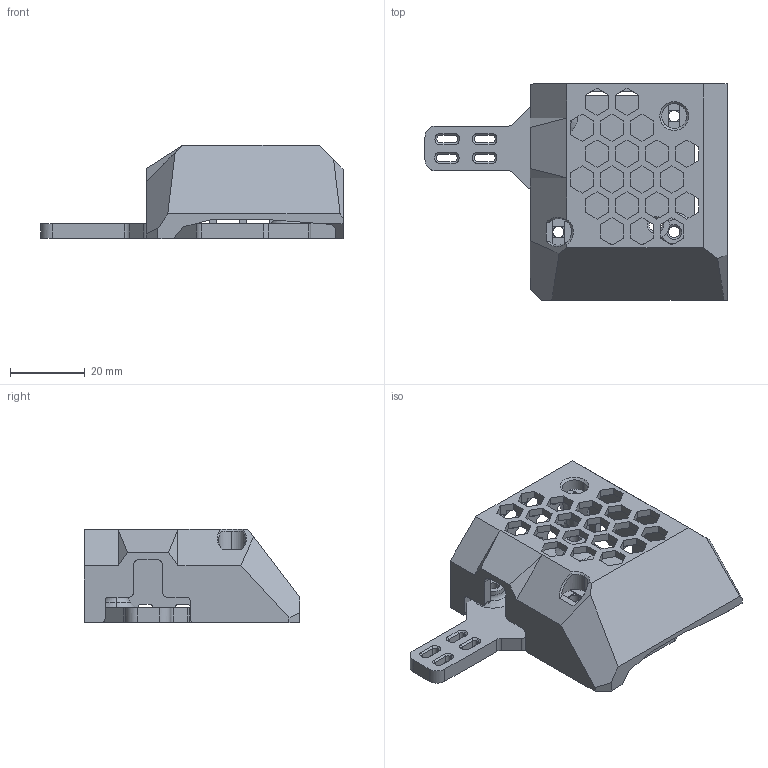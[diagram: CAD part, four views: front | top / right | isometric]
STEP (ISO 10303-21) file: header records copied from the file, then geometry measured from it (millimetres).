
FILE_DESCRIPTION (( 'STEP AP214' ), '1' );
FILE_NAME ('StealthBurner_LGX_Huvud-Mount-and-Cover.STEP', '2023-01-07T05:30:34', ( '' ), ( '' ), 'SwSTEP 2.0', 'SolidWorks 2022', '' );
FILE_SCHEMA (( 'AUTOMOTIVE_DESIGN' ));
Length unit declared in the file: millimetre
Products named in the file (3): Mount-Huvud-to-LGX; Cover-Huvud-to-LGX; StealthBurner_LGX_Huvud-Mount-and-Cover
Assembly tree (2 placements, depth 2):
  StealthBurner_LGX_Huvud-Mount-and-Cover
    Cover-Huvud-to-LGX
    Mount-Huvud-to-LGX
Bounding box: 80.84 x 57.79 x 25 mm (x, y, z)
Volume: 20123.5 mm3; surface area: 19056.5 mm2
Topology: 2 solids, 2 shells, 537 faces, 1497 edges, 958 vertices
Faces by surface type: plane 374, cylinder 80, cone 67, torus 12, bspline 4
Entity records: 17828 total; most frequent: CARTESIAN_POINT 3660, ORIENTED_EDGE 2994, DIRECTION 2804, EDGE_CURVE 1497, VECTOR 1206, LINE 1206, VERTEX_POINT 958, AXIS2_PLACEMENT_3D 799
